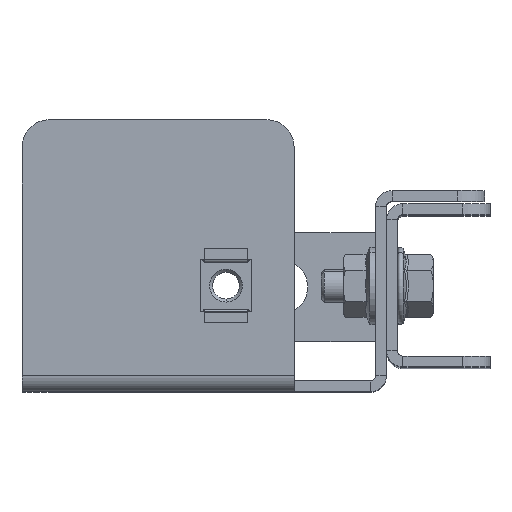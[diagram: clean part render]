
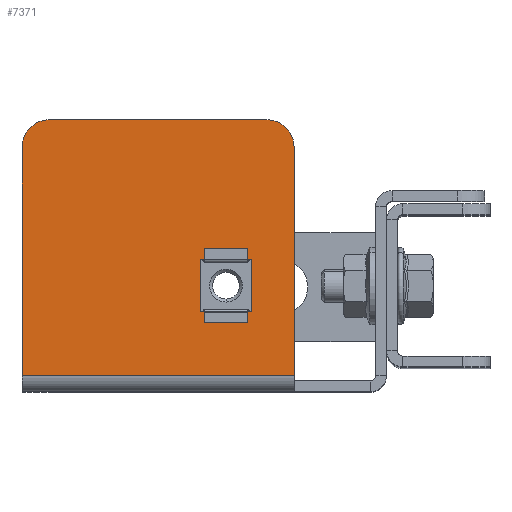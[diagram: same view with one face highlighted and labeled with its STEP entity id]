
A CAD part, top view. The second image highlights one B-rep face of the part: STEP entity #7371.
In plain terms, the highlighted face is planar.
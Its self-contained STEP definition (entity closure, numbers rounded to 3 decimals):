
#263 = VECTOR ( 'NONE', #7034, 1000. ) ;
#267 = EDGE_CURVE ( 'NONE', #4917, #3439, #3466, .T. ) ;
#337 = VERTEX_POINT ( 'NONE', #5779 ) ;
#396 = VECTOR ( 'NONE', #3660, 1000. ) ;
#472 = ORIENTED_EDGE ( 'NONE', *, *, #267, .T. ) ;
#568 = VECTOR ( 'NONE', #4276, 1000. ) ;
#638 = DIRECTION ( 'NONE',  ( 1., 0., 0. ) ) ;
#676 = VERTEX_POINT ( 'NONE', #7273 ) ;
#718 = AXIS2_PLACEMENT_3D ( 'NONE', #5289, #8375, #6889 ) ;
#781 = ORIENTED_EDGE ( 'NONE', *, *, #9786, .F. ) ;
#834 = AXIS2_PLACEMENT_3D ( 'NONE', #9585, #6515, #7419 ) ;
#837 = VERTEX_POINT ( 'NONE', #3112 ) ;
#957 = VERTEX_POINT ( 'NONE', #6414 ) ;
#1017 = DIRECTION ( 'NONE',  ( 0., 1., 0. ) ) ;
#1032 = VERTEX_POINT ( 'NONE', #9046 ) ;
#1085 = ORIENTED_EDGE ( 'NONE', *, *, #5674, .F. ) ;
#1094 = ORIENTED_EDGE ( 'NONE', *, *, #1842, .T. ) ;
#1839 = CARTESIAN_POINT ( 'NONE',  ( -4.75, 32.25, -28. ) ) ;
#1842 = EDGE_CURVE ( 'NONE', #2503, #9271, #4575, .T. ) ;
#2405 = FACE_BOUND ( 'NONE', #9942, .T. ) ;
#2503 = VERTEX_POINT ( 'NONE', #7143 ) ;
#2674 = EDGE_CURVE ( 'NONE', #5212, #676, #3511, .T. ) ;
#2814 = AXIS2_PLACEMENT_3D ( 'NONE', #3023, #3902, #6928 ) ;
#2844 = ORIENTED_EDGE ( 'NONE', *, *, #5750, .T. ) ;
#2866 = ORIENTED_EDGE ( 'NONE', *, *, #6001, .F. ) ;
#3023 = CARTESIAN_POINT ( 'NONE',  ( -25.5, 60., -28. ) ) ;
#3112 = CARTESIAN_POINT ( 'NONE',  ( -30.5, 20., -28. ) ) ;
#3253 = EDGE_CURVE ( 'NONE', #1032, #5212, #3334, .T. ) ;
#3334 = LINE ( 'NONE', #1839, #3628 ) ;
#3439 = VERTEX_POINT ( 'NONE', #3852 ) ;
#3466 = LINE ( 'NONE', #7287, #4460 ) ;
#3495 = FACE_OUTER_BOUND ( 'NONE', #7352, .T. ) ;
#3511 = LINE ( 'NONE', #4570, #263 ) ;
#3512 = DIRECTION ( 'NONE',  ( -1., 0., 0. ) ) ;
#3543 = PLANE ( 'NONE',  #834 ) ;
#3628 = VECTOR ( 'NONE', #1017, 1000. ) ;
#3660 = DIRECTION ( 'NONE',  ( 0., 1., 0. ) ) ;
#3685 = EDGE_CURVE ( 'NONE', #837, #2503, #8916, .T. ) ;
#3852 = CARTESIAN_POINT ( 'NONE',  ( -25.5, 15., -28. ) ) ;
#3886 = DIRECTION ( 'NONE',  ( 0., -1., 0. ) ) ;
#3902 = DIRECTION ( 'NONE',  ( 0., 0., -1. ) ) ;
#3997 = ORIENTED_EDGE ( 'NONE', *, *, #3253, .F. ) ;
#4012 = EDGE_CURVE ( 'NONE', #9271, #337, #7728, .T. ) ;
#4215 = ORIENTED_EDGE ( 'NONE', *, *, #2674, .F. ) ;
#4276 = DIRECTION ( 'NONE',  ( -1., 0., 0. ) ) ;
#4370 = LINE ( 'NONE', #9648, #568 ) ;
#4460 = VECTOR ( 'NONE', #3512, 1000. ) ;
#4500 = DIRECTION ( 'NONE',  ( 0., 1., 0. ) ) ;
#4517 = LINE ( 'NONE', #4577, #396 ) ;
#4570 = CARTESIAN_POINT ( 'NONE',  ( 4.75, 32.25, -28. ) ) ;
#4575 = CIRCLE ( 'NONE', #2814, 5. ) ;
#4577 = CARTESIAN_POINT ( 'NONE',  ( 16.5, 65., -28. ) ) ;
#4917 = VERTEX_POINT ( 'NONE', #7890 ) ;
#5212 = VERTEX_POINT ( 'NONE', #7114 ) ;
#5289 = CARTESIAN_POINT ( 'NONE',  ( -25.5, 20., -28. ) ) ;
#5674 = EDGE_CURVE ( 'NONE', #4917, #337, #4517, .T. ) ;
#5750 = EDGE_CURVE ( 'NONE', #3439, #837, #6868, .T. ) ;
#5779 = CARTESIAN_POINT ( 'NONE',  ( 16.5, 65., -28. ) ) ;
#6001 = EDGE_CURVE ( 'NONE', #676, #957, #7756, .T. ) ;
#6412 = CARTESIAN_POINT ( 'NONE',  ( -25.5, 65., -28. ) ) ;
#6414 = CARTESIAN_POINT ( 'NONE',  ( 4.75, 22.75, -28. ) ) ;
#6515 = DIRECTION ( 'NONE',  ( 0., 0., 1. ) ) ;
#6715 = ORIENTED_EDGE ( 'NONE', *, *, #4012, .T. ) ;
#6868 = CIRCLE ( 'NONE', #718, 5. ) ;
#6889 = DIRECTION ( 'NONE',  ( 1., 0., 0. ) ) ;
#6928 = DIRECTION ( 'NONE',  ( 1., 0., 0. ) ) ;
#6958 = VECTOR ( 'NONE', #3886, 1000. ) ;
#7034 = DIRECTION ( 'NONE',  ( 1., 0., 0. ) ) ;
#7114 = CARTESIAN_POINT ( 'NONE',  ( -4.75, 32.25, -28. ) ) ;
#7143 = CARTESIAN_POINT ( 'NONE',  ( -30.5, 60., -28. ) ) ;
#7273 = CARTESIAN_POINT ( 'NONE',  ( 4.75, 32.25, -28. ) ) ;
#7287 = CARTESIAN_POINT ( 'NONE',  ( 0., 15., -28. ) ) ;
#7352 = EDGE_LOOP ( 'NONE', ( #472, #2844, #9540, #1094, #6715, #1085 ) ) ;
#7371 = ADVANCED_FACE ( 'NONE', ( #2405, #3495 ), #3543, .F. ) ;
#7419 = DIRECTION ( 'NONE',  ( 1., 0., 0. ) ) ;
#7728 = LINE ( 'NONE', #8412, #9951 ) ;
#7756 = LINE ( 'NONE', #8399, #6958 ) ;
#7890 = CARTESIAN_POINT ( 'NONE',  ( 16.5, 15., -28. ) ) ;
#8022 = VECTOR ( 'NONE', #4500, 1000. ) ;
#8375 = DIRECTION ( 'NONE',  ( 0., 0., -1. ) ) ;
#8399 = CARTESIAN_POINT ( 'NONE',  ( 4.75, 32.25, -28. ) ) ;
#8412 = CARTESIAN_POINT ( 'NONE',  ( 0., 65., -28. ) ) ;
#8916 = LINE ( 'NONE', #8972, #8022 ) ;
#8972 = CARTESIAN_POINT ( 'NONE',  ( -30.5, 0., -28. ) ) ;
#9046 = CARTESIAN_POINT ( 'NONE',  ( -4.75, 22.75, -28. ) ) ;
#9271 = VERTEX_POINT ( 'NONE', #6412 ) ;
#9540 = ORIENTED_EDGE ( 'NONE', *, *, #3685, .T. ) ;
#9585 = CARTESIAN_POINT ( 'NONE',  ( 0., 0., -28. ) ) ;
#9648 = CARTESIAN_POINT ( 'NONE',  ( 4.75, 22.75, -28. ) ) ;
#9786 = EDGE_CURVE ( 'NONE', #957, #1032, #4370, .T. ) ;
#9942 = EDGE_LOOP ( 'NONE', ( #781, #2866, #4215, #3997 ) ) ;
#9951 = VECTOR ( 'NONE', #638, 1000. ) ;
